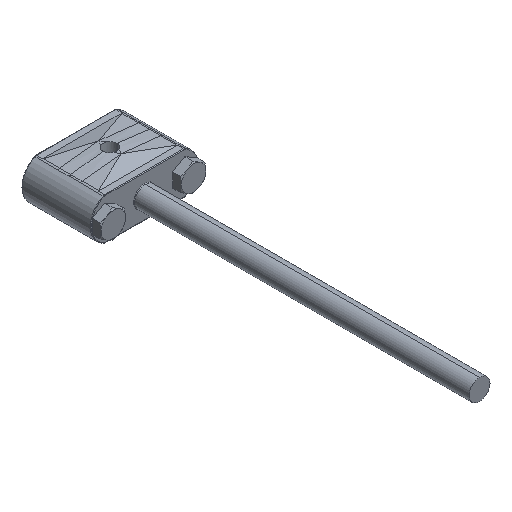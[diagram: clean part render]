
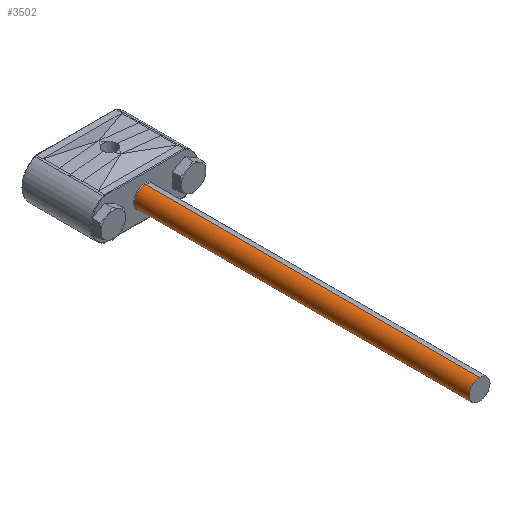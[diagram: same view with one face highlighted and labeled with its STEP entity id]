
A CAD part, isometric view. The second image highlights one B-rep face of the part: STEP entity #3502.
In plain terms, the highlighted cylindrical face has radius 4.763 mm (diameter 9.525 mm), a partial arc.
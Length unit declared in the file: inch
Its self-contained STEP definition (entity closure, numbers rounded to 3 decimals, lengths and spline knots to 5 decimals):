
#71 = DIRECTION ( 'NONE',  ( 0., -1., 0. ) ) ;
#89 = EDGE_LOOP ( 'NONE', ( #4014, #1565, #1699, #2605 ) ) ;
#113 = CARTESIAN_POINT ( 'NONE',  ( 0., -0.13, 0.1875 ) ) ;
#183 = VERTEX_POINT ( 'NONE', #2204 ) ;
#238 = LINE ( 'NONE', #1010, #347 ) ;
#336 = EDGE_CURVE ( 'NONE', #183, #3224, #2157, .T. ) ;
#344 = AXIS2_PLACEMENT_3D ( 'NONE', #3343, #1930, #4013 ) ;
#347 = VECTOR ( 'NONE', #4110, 39.37008 ) ;
#710 = CARTESIAN_POINT ( 'NONE',  ( 0., -6.12, -0.1875 ) ) ;
#765 = CARTESIAN_POINT ( 'NONE',  ( 0., -0.13, 0. ) ) ;
#941 = DIRECTION ( 'NONE',  ( 0., 0., 1. ) ) ;
#964 = EDGE_CURVE ( 'NONE', #4340, #4405, #3043, .T. ) ;
#1010 = CARTESIAN_POINT ( 'NONE',  ( 0., -6.12, 0.1875 ) ) ;
#1279 = CARTESIAN_POINT ( 'NONE',  ( 0., -6.12, 0. ) ) ;
#1565 = ORIENTED_EDGE ( 'NONE', *, *, #336, .F. ) ;
#1627 = AXIS2_PLACEMENT_3D ( 'NONE', #1279, #3714, #941 ) ;
#1699 = ORIENTED_EDGE ( 'NONE', *, *, #3570, .T. ) ;
#1825 = DIRECTION ( 'NONE',  ( 0., 0., -1. ) ) ;
#1832 = CARTESIAN_POINT ( 'NONE',  ( 0., -0.13, -0.1875 ) ) ;
#1930 = DIRECTION ( 'NONE',  ( 0., -1., 0. ) ) ;
#1951 = EDGE_CURVE ( 'NONE', #3224, #4405, #4379, .T. ) ;
#2157 = CIRCLE ( 'NONE', #344, 0.1875 ) ;
#2204 = CARTESIAN_POINT ( 'NONE',  ( 0., -6.12, 0.1875 ) ) ;
#2311 = CARTESIAN_POINT ( 'NONE',  ( 0., -6.12, -0.1875 ) ) ;
#2605 = ORIENTED_EDGE ( 'NONE', *, *, #964, .T. ) ;
#2703 = CYLINDRICAL_SURFACE ( 'NONE', #1627, 0.1875 ) ;
#3043 = CIRCLE ( 'NONE', #4163, 0.1875 ) ;
#3057 = DIRECTION ( 'NONE',  ( 0., 1., 0. ) ) ;
#3224 = VERTEX_POINT ( 'NONE', #2311 ) ;
#3343 = CARTESIAN_POINT ( 'NONE',  ( 0., -6.12, 0. ) ) ;
#3502 = ADVANCED_FACE ( 'NONE', ( #3624 ), #2703, .T. ) ;
#3570 = EDGE_CURVE ( 'NONE', #183, #4340, #238, .T. ) ;
#3624 = FACE_OUTER_BOUND ( 'NONE', #89, .T. ) ;
#3688 = VECTOR ( 'NONE', #3057, 39.37008 ) ;
#3714 = DIRECTION ( 'NONE',  ( 0., 1., 0. ) ) ;
#4013 = DIRECTION ( 'NONE',  ( 0., 0., -1. ) ) ;
#4014 = ORIENTED_EDGE ( 'NONE', *, *, #1951, .F. ) ;
#4110 = DIRECTION ( 'NONE',  ( 0., 1., 0. ) ) ;
#4163 = AXIS2_PLACEMENT_3D ( 'NONE', #765, #71, #1825 ) ;
#4340 = VERTEX_POINT ( 'NONE', #113 ) ;
#4379 = LINE ( 'NONE', #710, #3688 ) ;
#4405 = VERTEX_POINT ( 'NONE', #1832 ) ;
